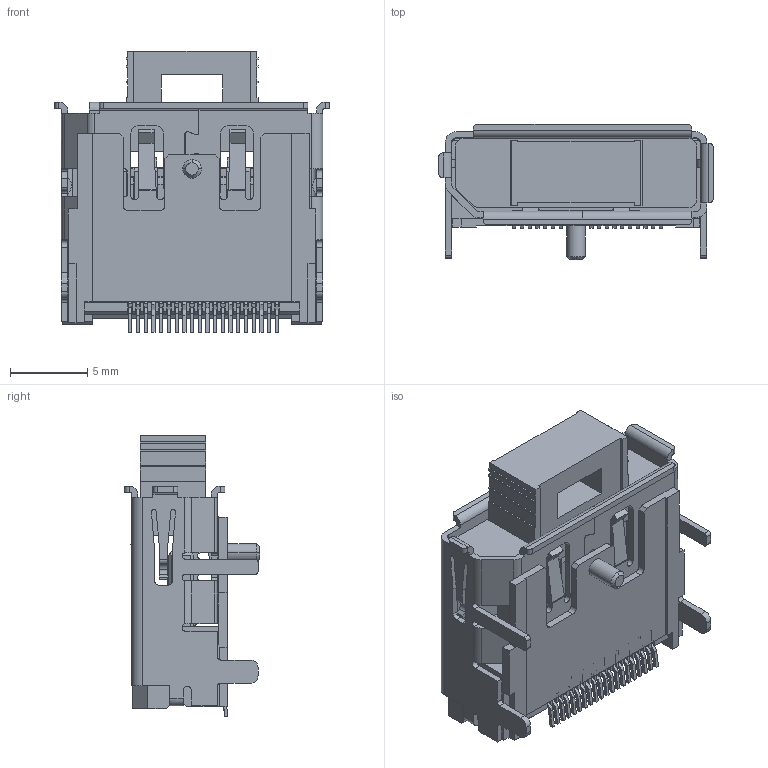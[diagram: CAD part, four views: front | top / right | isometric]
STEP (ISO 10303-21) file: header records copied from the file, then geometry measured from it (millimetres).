
FILE_DESCRIPTION(('STEP AP242'),'1');
FILE_NAME('0472720024.stp','2024-11-17T13:48:05',('TraceParts'),('TraceParts S.A.'),'Spatial InterOp 3D',' ',' ');
FILE_SCHEMA(('AP242_MANAGED_MODEL_BASED_3D_ENGINEERING_MIM_LF {1 0 10303 442 1 1 4}'));
Length unit declared in the file: millimetre
Products named in the file (1): 0472720024_1
Bounding box: 17.79 x 8.75 x 18.19 mm (x, y, z)
Volume: 905.1 mm3; surface area: 2259.7 mm2
Topology: 1 solids, 1 shells, 1208 faces, 3651 edges, 2569 vertices
Faces by surface type: plane 937, cylinder 267, cone 4
Entity records: 40597 total; most frequent: CARTESIAN_POINT 7252, ORIENTED_EDGE 7072, DIRECTION 6621, EDGE_CURVE 3536, LINE 3069, VECTOR 3069, VERTEX_POINT 2339, AXIS2_PLACEMENT_3D 1776
